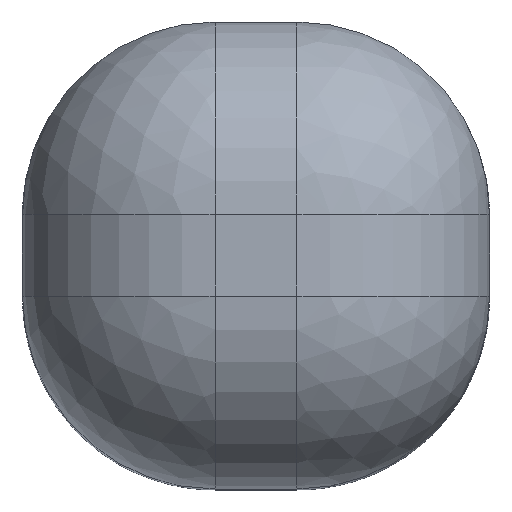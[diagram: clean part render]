
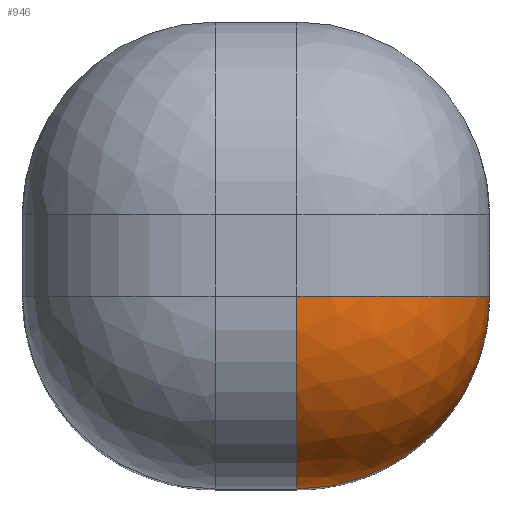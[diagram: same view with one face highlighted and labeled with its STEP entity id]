
A CAD part, top view. The second image highlights one B-rep face of the part: STEP entity #946.
In plain terms, the highlighted spherical face has radius 40 mm.
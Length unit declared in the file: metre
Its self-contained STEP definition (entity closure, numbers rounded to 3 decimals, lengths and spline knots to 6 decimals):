
#380=CARTESIAN_POINT('',(0.0085,-0.0085,0.162321));
#381=DIRECTION('',(0.,-1.,0.));
#382=DIRECTION('',(1.,0.,0.));
#383=AXIS2_PLACEMENT_3D('',#380,#381,#382);
#385=CARTESIAN_POINT('',(0.0085,-0.0085,0.162321));
#386=DIRECTION('',(0.,0.,1.));
#387=DIRECTION('',(0.,-1.,0.));
#388=AXIS2_PLACEMENT_3D('',#385,#386,#387);
#390=CARTESIAN_POINT('',(0.0085,-0.0085,0.162321));
#391=DIRECTION('',(1.,0.,0.));
#392=DIRECTION('',(0.,0.,1.));
#393=AXIS2_PLACEMENT_3D('',#390,#391,#392);
#473=CARTESIAN_POINT('',(0.0485,-0.0085,0.162321));
#474=VERTEX_POINT('',#473);
#477=CARTESIAN_POINT('',(0.0085,-0.0485,0.162321));
#478=VERTEX_POINT('',#477);
#500=CARTESIAN_POINT('',(0.0085,-0.0085,0.202321));
#502=VERTEX_POINT('',#500);
#936=CARTESIAN_POINT('',(0.0085,-0.0085,0.162321));
#937=DIRECTION('',(0.707,0.,-0.707));
#938=DIRECTION('',(0.707,0.,0.707));
#939=AXIS2_PLACEMENT_3D('',#936,#937,#938);
#940=SPHERICAL_SURFACE('',#939,0.04);
#941=ORIENTED_EDGE('',*,*,#929,.F.);
#942=ORIENTED_EDGE('',*,*,#717,.F.);
#943=ORIENTED_EDGE('',*,*,#649,.F.);
#944=EDGE_LOOP('',(#941,#942,#943));
#945=FACE_OUTER_BOUND('',#944,.F.);
#946=ADVANCED_FACE('',(#945),#940,.T.);
#384=CIRCLE('',#383,0.04);
#389=CIRCLE('',#388,0.04);
#394=CIRCLE('',#393,0.04);
#649=EDGE_CURVE('',#502,#478,#394,.T.);
#717=EDGE_CURVE('',#478,#474,#389,.T.);
#929=EDGE_CURVE('',#474,#502,#384,.T.);
